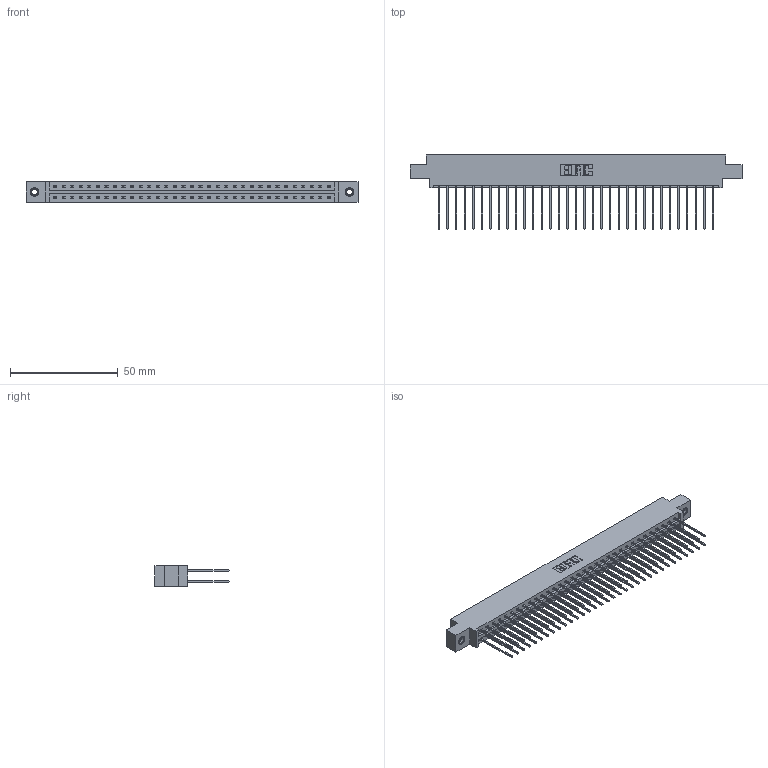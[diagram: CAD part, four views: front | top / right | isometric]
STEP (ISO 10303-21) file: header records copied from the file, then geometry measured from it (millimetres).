
FILE_DESCRIPTION (( 'STEP AP203' ), '1' );
FILE_NAME ('337-066-541-807.STEP', '2018-08-11T08:00:14', ( '' ), ( '' ), 'SwSTEP 2.0', 'SolidWorks 2016', '' );
FILE_SCHEMA (( 'CONFIG_CONTROL_DESIGN' ));
Length unit declared in the file: inch
Products named in the file (4): 337 Part_0.170 Offset - 0.156 Dia-TI; 345-292-001_345-293-141; 345-250-001_345-250-005-103; 337-066-541-807
Assembly tree (69 placements, depth 2):
  337-066-541-807
    337 Part_0.170 Offset - 0.156 Dia-TI
    345-292-001_345-293-141  x66
    345-250-001_345-250-005-103  x2
Bounding box: 153.77 x 34.3 x 9.4 mm (x, y, z)
Volume: 16333.5 mm3; surface area: 20422.1 mm2
Topology: 69 solids, 69 shells, 3742 faces, 11085 edges, 7294 vertices
Faces by surface type: plane 2614, cylinder 1112, cone 12, torus 4
Entity records: 28086 total; most frequent: CARTESIAN_POINT 4721, ORIENTED_EDGE 4650, DIRECTION 4063, EDGE_CURVE 2325, VECTOR 2177, LINE 2177, VERTEX_POINT 1544, AXIS2_PLACEMENT_3D 943
